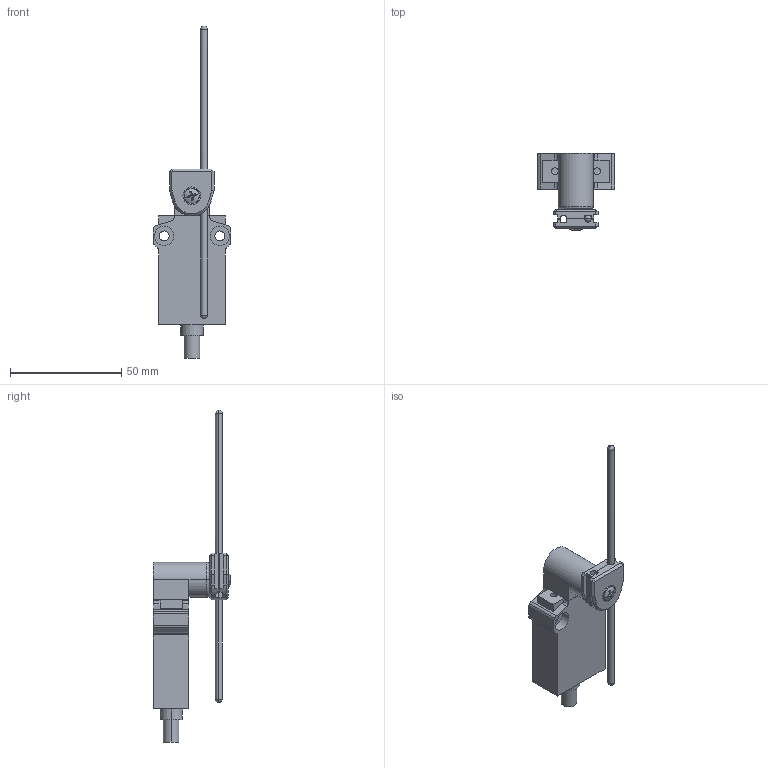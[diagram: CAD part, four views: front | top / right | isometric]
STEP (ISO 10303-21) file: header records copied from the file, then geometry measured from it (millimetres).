
FILE_DESCRIPTION (( 'STEP AP214' ), '1' );
FILE_NAME ('AEP2G71Z11-1.step', '2019-09-18T13:28:33', ( '' ), ( '' ), 'SwSTEP 2.0', 'SolidWorks 2018', '' );
FILE_SCHEMA (( 'AUTOMOTIVE_DESIGN' ));
Length unit declared in the file: inch
Products named in the file (1): AEP2G71Z11-1
Bounding box: 35 x 34.7 x 149.26 mm (x, y, z)
Volume: 31673.1 mm3; surface area: 12726.3 mm2
Topology: 6 solids, 6 shells, 275 faces, 717 edges, 467 vertices
Faces by surface type: plane 139, cylinder 114, cone 7, torus 6, sphere 6, bspline 3
Entity records: 13107 total; most frequent: CARTESIAN_POINT 5203, ORIENTED_EDGE 1418, DIRECTION 1369, EDGE_CURVE 709, AXIS2_PLACEMENT_3D 479, VERTEX_POINT 463, LINE 411, VECTOR 411
